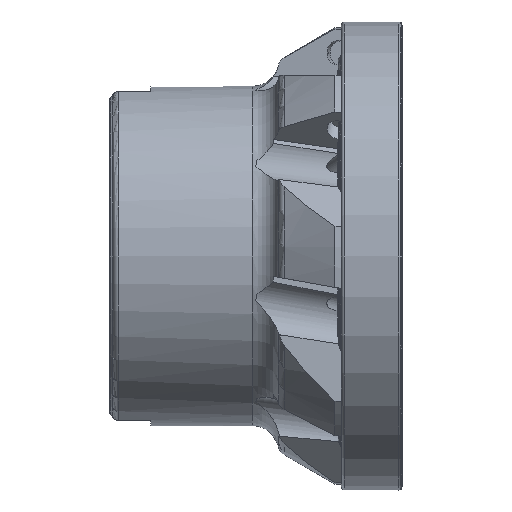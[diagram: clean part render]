
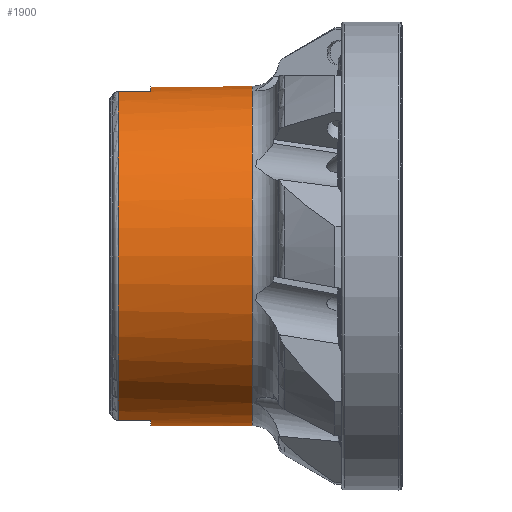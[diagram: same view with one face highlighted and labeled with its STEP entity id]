
A CAD part, front view. The second image highlights one B-rep face of the part: STEP entity #1900.
In plain terms, the highlighted cylindrical face has radius 29 mm (diameter 58 mm), a full revolution.
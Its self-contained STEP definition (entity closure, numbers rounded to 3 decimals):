
#106 = EDGE_CURVE ( 'NONE', #5973, #6401, #3576, .T. ) ;
#158 = CARTESIAN_POINT ( 'NONE',  ( -42.5, 7.163, 28.101 ) ) ;
#329 = CIRCLE ( 'NONE', #8221, 29. ) ;
#697 = DIRECTION ( 'NONE',  ( 0., 0., -1. ) ) ;
#818 = VERTEX_POINT ( 'NONE', #9031 ) ;
#1156 = CARTESIAN_POINT ( 'NONE',  ( -42.5, 0., 0. ) ) ;
#1226 = CIRCLE ( 'NONE', #5677, 29. ) ;
#1340 = VERTEX_POINT ( 'NONE', #7624 ) ;
#1413 = CARTESIAN_POINT ( 'NONE',  ( -48., 0., 0. ) ) ;
#1552 = EDGE_CURVE ( 'NONE', #7435, #7435, #1226, .T. ) ;
#1608 = DIRECTION ( 'NONE',  ( -1., 0., 0. ) ) ;
#1609 = VECTOR ( 'NONE', #1713, 1000. ) ;
#1664 = FACE_OUTER_BOUND ( 'NONE', #6246, .T. ) ;
#1699 = CARTESIAN_POINT ( 'NONE',  ( -48., 7.163, -28.101 ) ) ;
#1713 = DIRECTION ( 'NONE',  ( 1., 0., 0. ) ) ;
#1732 = EDGE_CURVE ( 'NONE', #6478, #6401, #6011, .T. ) ;
#1806 = DIRECTION ( 'NONE',  ( 1., 0., 0. ) ) ;
#1900 = ADVANCED_FACE ( 'NONE', ( #4112, #1664 ), #8030, .T. ) ;
#2049 = DIRECTION ( 'NONE',  ( 0., 0., -1. ) ) ;
#2201 = ORIENTED_EDGE ( 'NONE', *, *, #10741, .T. ) ;
#2202 = ORIENTED_EDGE ( 'NONE', *, *, #9047, .T. ) ;
#2244 = DIRECTION ( 'NONE',  ( 0., 0., -1. ) ) ;
#2353 = VERTEX_POINT ( 'NONE', #158 ) ;
#3082 = VERTEX_POINT ( 'NONE', #4020 ) ;
#3163 = DIRECTION ( 'NONE',  ( -1., 0., 0. ) ) ;
#3166 = DIRECTION ( 'NONE',  ( -1., 0., 0. ) ) ;
#3360 = AXIS2_PLACEMENT_3D ( 'NONE', #7270, #4833, #697 ) ;
#3408 = EDGE_CURVE ( 'NONE', #818, #6478, #7868, .T. ) ;
#3576 = CIRCLE ( 'NONE', #5491, 29. ) ;
#3630 = EDGE_CURVE ( 'NONE', #10714, #3082, #8315, .T. ) ;
#3770 = AXIS2_PLACEMENT_3D ( 'NONE', #1413, #7214, #2244 ) ;
#3994 = CARTESIAN_POINT ( 'NONE',  ( 0., 7.163, -28.101 ) ) ;
#3997 = CARTESIAN_POINT ( 'NONE',  ( -42.5, -7.163, -28.101 ) ) ;
#4020 = CARTESIAN_POINT ( 'NONE',  ( -48., 7.163, 28.101 ) ) ;
#4030 = VECTOR ( 'NONE', #3166, 1000. ) ;
#4112 = FACE_OUTER_BOUND ( 'NONE', #7328, .T. ) ;
#4258 = CARTESIAN_POINT ( 'NONE',  ( -48., 0., 0. ) ) ;
#4396 = DIRECTION ( 'NONE',  ( -1., 0., 0. ) ) ;
#4560 = VECTOR ( 'NONE', #1806, 1000. ) ;
#4833 = DIRECTION ( 'NONE',  ( 1., 0., 0. ) ) ;
#5010 = ORIENTED_EDGE ( 'NONE', *, *, #3408, .T. ) ;
#5049 = AXIS2_PLACEMENT_3D ( 'NONE', #4258, #10091, #5108 ) ;
#5108 = DIRECTION ( 'NONE',  ( 0., 0., -1. ) ) ;
#5485 = ORIENTED_EDGE ( 'NONE', *, *, #1552, .F. ) ;
#5491 = AXIS2_PLACEMENT_3D ( 'NONE', #1156, #4396, #7622 ) ;
#5677 = AXIS2_PLACEMENT_3D ( 'NONE', #6585, #8088, #2049 ) ;
#5973 = VERTEX_POINT ( 'NONE', #10040 ) ;
#6011 = LINE ( 'NONE', #10383, #1609 ) ;
#6149 = ORIENTED_EDGE ( 'NONE', *, *, #106, .F. ) ;
#6246 = EDGE_LOOP ( 'NONE', ( #5485 ) ) ;
#6401 = VERTEX_POINT ( 'NONE', #3997 ) ;
#6448 = VECTOR ( 'NONE', #1608, 1000. ) ;
#6478 = VERTEX_POINT ( 'NONE', #8809 ) ;
#6585 = CARTESIAN_POINT ( 'NONE',  ( -25.119, 0., 0. ) ) ;
#7173 = ORIENTED_EDGE ( 'NONE', *, *, #3630, .T. ) ;
#7214 = DIRECTION ( 'NONE',  ( 1., 0., 0. ) ) ;
#7270 = CARTESIAN_POINT ( 'NONE',  ( 0., 0., 0. ) ) ;
#7328 = EDGE_LOOP ( 'NONE', ( #7173, #2201, #8889, #2202, #5010, #7679, #6149, #8253 ) ) ;
#7435 = VERTEX_POINT ( 'NONE', #8631 ) ;
#7622 = DIRECTION ( 'NONE',  ( 0., 0., -1. ) ) ;
#7624 = CARTESIAN_POINT ( 'NONE',  ( -42.5, -7.163, 28.101 ) ) ;
#7679 = ORIENTED_EDGE ( 'NONE', *, *, #1732, .T. ) ;
#7868 = CIRCLE ( 'NONE', #3770, 29. ) ;
#7937 = LINE ( 'NONE', #3994, #4030 ) ;
#8030 = CYLINDRICAL_SURFACE ( 'NONE', #3360, 29. ) ;
#8088 = DIRECTION ( 'NONE',  ( 1., 0., 0. ) ) ;
#8153 = CARTESIAN_POINT ( 'NONE',  ( -42.5, 0., 0. ) ) ;
#8221 = AXIS2_PLACEMENT_3D ( 'NONE', #8153, #3163, #8987 ) ;
#8253 = ORIENTED_EDGE ( 'NONE', *, *, #8263, .T. ) ;
#8263 = EDGE_CURVE ( 'NONE', #5973, #10714, #7937, .T. ) ;
#8315 = CIRCLE ( 'NONE', #5049, 29. ) ;
#8451 = CARTESIAN_POINT ( 'NONE',  ( 0., 7.163, 28.101 ) ) ;
#8631 = CARTESIAN_POINT ( 'NONE',  ( -25.119, 0., -29. ) ) ;
#8734 = LINE ( 'NONE', #8451, #4560 ) ;
#8809 = CARTESIAN_POINT ( 'NONE',  ( -48., -7.163, -28.101 ) ) ;
#8889 = ORIENTED_EDGE ( 'NONE', *, *, #10001, .F. ) ;
#8987 = DIRECTION ( 'NONE',  ( 0., 0., -1. ) ) ;
#9031 = CARTESIAN_POINT ( 'NONE',  ( -48., -7.163, 28.101 ) ) ;
#9047 = EDGE_CURVE ( 'NONE', #1340, #818, #10620, .T. ) ;
#9884 = CARTESIAN_POINT ( 'NONE',  ( 0., -7.163, 28.101 ) ) ;
#10001 = EDGE_CURVE ( 'NONE', #1340, #2353, #329, .T. ) ;
#10040 = CARTESIAN_POINT ( 'NONE',  ( -42.5, 7.163, -28.101 ) ) ;
#10091 = DIRECTION ( 'NONE',  ( 1., 0., 0. ) ) ;
#10383 = CARTESIAN_POINT ( 'NONE',  ( 0., -7.163, -28.101 ) ) ;
#10620 = LINE ( 'NONE', #9884, #6448 ) ;
#10714 = VERTEX_POINT ( 'NONE', #1699 ) ;
#10741 = EDGE_CURVE ( 'NONE', #3082, #2353, #8734, .T. ) ;
